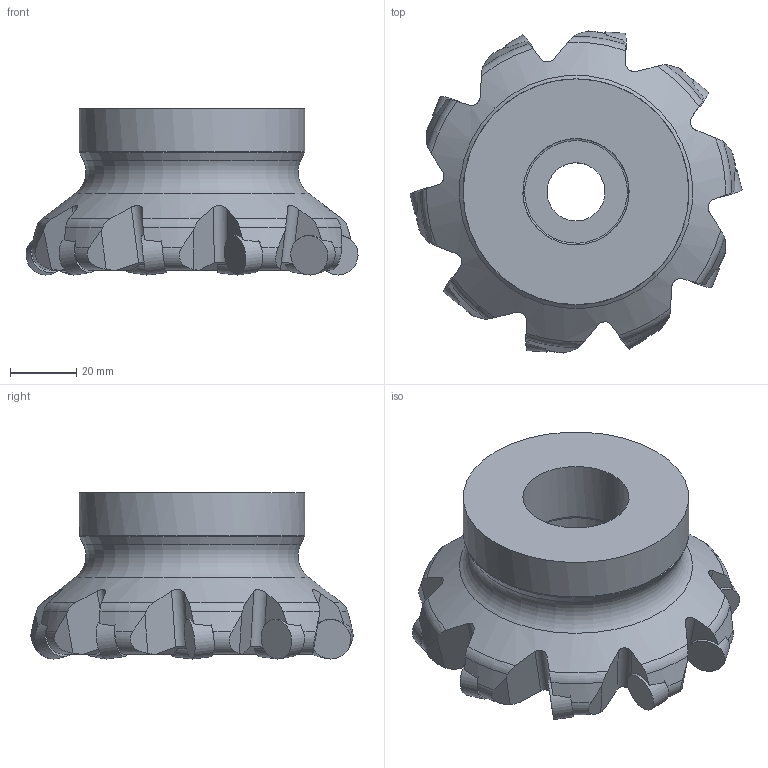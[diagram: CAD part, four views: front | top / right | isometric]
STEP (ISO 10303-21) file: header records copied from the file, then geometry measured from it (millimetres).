
FILE_DESCRIPTION(/* description */ (''),/* implementation_level */ '2;1');
FILE_NAME(/* name */ '1668532207409.stp',/* time_stamp */ '2022-11-15T22:40:27+05:00',/* author */ (''),/* organization */ ('SMS'),/* preprocessor_version */ 'ST-DEVELOPER v16.7',/* originating_system */ 'SIEMENS PLM Software NX 12.0',/* authorisation */ '');
FILE_SCHEMA (('AUTOMOTIVE_DESIGN { 1 0 10303 214 3 1 1 1 }'));
Length unit declared in the file: millimetre
Products named in the file (4): ASSEMBLY_CONSTRUCTION; 204371717mod000_00; 204378020mod000_00; 204378022mod000_00
Assembly tree (12 placements, depth 2):
  204378022mod000_00
    204378020mod000_00
    204371717mod000_00  x10
    ASSEMBLY_CONSTRUCTION
Bounding box: 99.98 x 97.02 x 50 mm (x, y, z)
Volume: 178455.1 mm3; surface area: 32376.3 mm2
Topology: 11 solids, 11 shells, 159 faces, 410 edges, 310 vertices
Faces by surface type: plane 84, cylinder 35, torus 26, cone 14
Full cylindrical faces by diameter (mm): 12 x10, 17.5 x1, 27 x1, 32.013 x1, 32.5 x1, 68 x1
Entity records: 5170 total; most frequent: CARTESIAN_POINT 1783, ORIENTED_EDGE 700, DIRECTION 582, EDGE_CURVE 350, AXIS2_PLACEMENT_3D 261, VERTEX_POINT 240, B_SPLINE_CURVE_WITH_KNOTS 190, EDGE_LOOP 152
